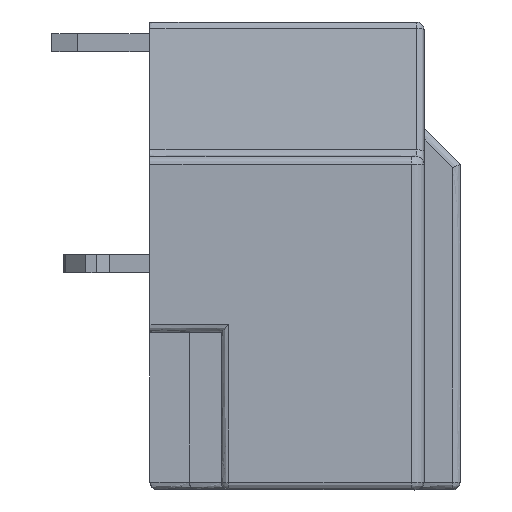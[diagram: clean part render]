
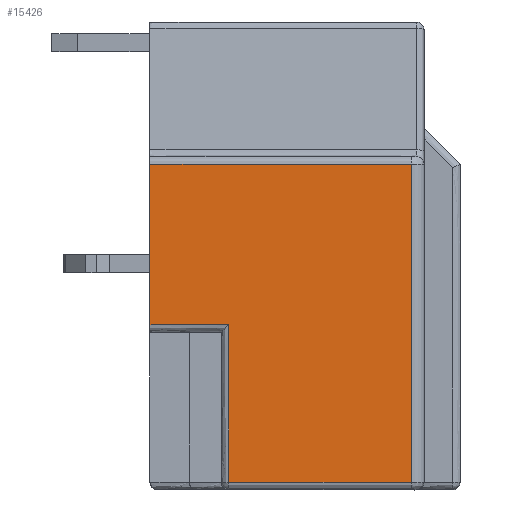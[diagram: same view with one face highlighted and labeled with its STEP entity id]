
A CAD part, left-side view. The second image highlights one B-rep face of the part: STEP entity #15426.
In plain terms, the highlighted free-form (B-spline) face has degree [1, 1] with [2, 2] control points.
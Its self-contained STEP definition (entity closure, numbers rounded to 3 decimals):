
#12261=CARTESIAN_POINT('',(-14.75,6.39,4.4));
#12262=VERTEX_POINT('',#12261);
#12271=CARTESIAN_POINT('',(-14.75,6.39,10.6));
#12272=VERTEX_POINT('',#12271);
#12273=CARTESIAN_POINT('',(-14.75,6.39,4.4));
#12274=CARTESIAN_POINT('',(-14.75,6.39,10.6));
#12275=B_SPLINE_CURVE_WITH_KNOTS('',1,(#12273,#12274),.POLYLINE_FORM.,.F.,.U.,(2,2),(0.,1.),.UNSPECIFIED.);
#12276=EDGE_CURVE('',#12262,#12272,#12275,.T.);
#15278=CARTESIAN_POINT('',(-14.75,-3.71,10.6));
#15279=VERTEX_POINT('',#15278);
#15310=CARTESIAN_POINT('',(-14.75,-3.71,-1.7));
#15311=VERTEX_POINT('',#15310);
#15312=CARTESIAN_POINT('',(-14.75,-3.71,10.6));
#15313=CARTESIAN_POINT('',(-14.75,-3.71,-1.7));
#15314=B_SPLINE_CURVE_WITH_KNOTS('',1,(#15312,#15313),.POLYLINE_FORM.,.F.,.U.,(2,2),(0.,1.),.UNSPECIFIED.);
#15315=EDGE_CURVE('',#15279,#15311,#15314,.T.);
#15379=CARTESIAN_POINT('',(-14.75,3.34,-1.7));
#15380=VERTEX_POINT('',#15379);
#15391=CARTESIAN_POINT('',(-14.75,-3.71,-1.7));
#15392=CARTESIAN_POINT('',(-14.75,3.34,-1.7));
#15393=B_SPLINE_CURVE_WITH_KNOTS('',1,(#15391,#15392),.POLYLINE_FORM.,.F.,.U.,(2,2),(0.,1.),.UNSPECIFIED.);
#15394=EDGE_CURVE('',#15311,#15380,#15393,.T.);
#15399=CARTESIAN_POINT('',(-14.75,-14.575,20.366));
#15400=CARTESIAN_POINT('',(-14.75,-14.575,-11.466));
#15401=CARTESIAN_POINT('',(-14.75,17.256,20.366));
#15402=CARTESIAN_POINT('',(-14.75,17.256,-11.466));
#15403=B_SPLINE_SURFACE_WITH_KNOTS('',1,1,((#15399,#15400),(#15401,#15402)),.PLANE_SURF.,.F.,.F.,.U.,(2,2),(2,2),(0.,1.),(0.,1.),.UNSPECIFIED.);
#15404=CARTESIAN_POINT('',(-14.75,3.34,4.4));
#15405=VERTEX_POINT('',#15404);
#15406=CARTESIAN_POINT('',(-14.75,3.34,4.4));
#15407=CARTESIAN_POINT('',(-14.75,3.34,-1.7));
#15408=B_SPLINE_CURVE_WITH_KNOTS('',1,(#15406,#15407),.POLYLINE_FORM.,.F.,.U.,(2,2),(0.,1.),.UNSPECIFIED.);
#15409=EDGE_CURVE('',#15405,#15380,#15408,.T.);
#15410=ORIENTED_EDGE('',*,*,#15409,.T.);
#15411=ORIENTED_EDGE('',*,*,#15394,.F.);
#15412=ORIENTED_EDGE('',*,*,#15315,.F.);
#15413=CARTESIAN_POINT('',(-14.75,-3.71,10.6));
#15414=CARTESIAN_POINT('',(-14.75,6.39,10.6));
#15415=B_SPLINE_CURVE_WITH_KNOTS('',1,(#15413,#15414),.POLYLINE_FORM.,.F.,.U.,(2,2),(0.,1.),.UNSPECIFIED.);
#15416=EDGE_CURVE('',#15279,#12272,#15415,.T.);
#15417=ORIENTED_EDGE('',*,*,#15416,.T.);
#15418=ORIENTED_EDGE('',*,*,#12276,.F.);
#15419=CARTESIAN_POINT('',(-14.75,6.39,4.4));
#15420=CARTESIAN_POINT('',(-14.75,3.34,4.4));
#15421=B_SPLINE_CURVE_WITH_KNOTS('',1,(#15419,#15420),.POLYLINE_FORM.,.F.,.U.,(2,2),(0.,1.),.UNSPECIFIED.);
#15422=EDGE_CURVE('',#12262,#15405,#15421,.T.);
#15423=ORIENTED_EDGE('',*,*,#15422,.T.);
#15424=EDGE_LOOP('',(#15410,#15411,#15412,#15417,#15418,#15423));
#15425=FACE_OUTER_BOUND('',#15424,.T.);
#15426=ADVANCED_FACE('',(#15425),#15403,.T.);
